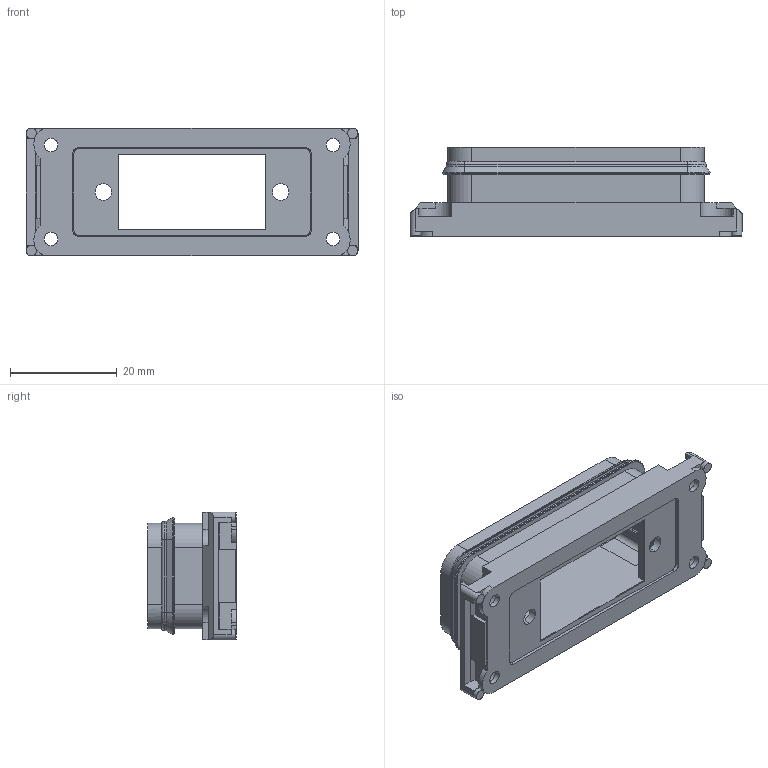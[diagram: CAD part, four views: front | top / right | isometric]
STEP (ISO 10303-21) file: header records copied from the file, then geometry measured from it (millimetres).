
FILE_DESCRIPTION(('Creo Elements/Direct Modeling STEP Export'),'2;1');
FILE_NAME('model.stp','2019-05-23T 1:50:30',(''),(''),'Creo Elements/Direct Modeling STEP processor for AP214 (Solid Model)','Creo Elements/Direct Modeling 20.1A 29-Sep-2018 (C) Parametric Technology GmbH','');
FILE_SCHEMA(('AUTOMOTIVE_DESIGN { 1 0 10303 214 1 1 1 1 }'));
Length unit declared in the file: millimetre
Products named in the file (2): VS-15-A
Assembly tree (1 placements, depth 2):
  VS-15-A
    VS-15-A
Bounding box: 62.3 x 16.7 x 24 mm (x, y, z)
Volume: 8658.8 mm3; surface area: 7065.5 mm2
Topology: 1 solids, 1 shells, 310 faces, 838 edges, 539 vertices
Faces by surface type: plane 184, cylinder 102, torus 16, cone 8
Entity records: 12252 total; most frequent: CARTESIAN_POINT 1919, ORIENTED_EDGE 1676, DIRECTION 1597, EDGE_CURVE 838, VECTOR 559, LINE 559, VERTEX_POINT 539, AXIS2_PLACEMENT_3D 519
